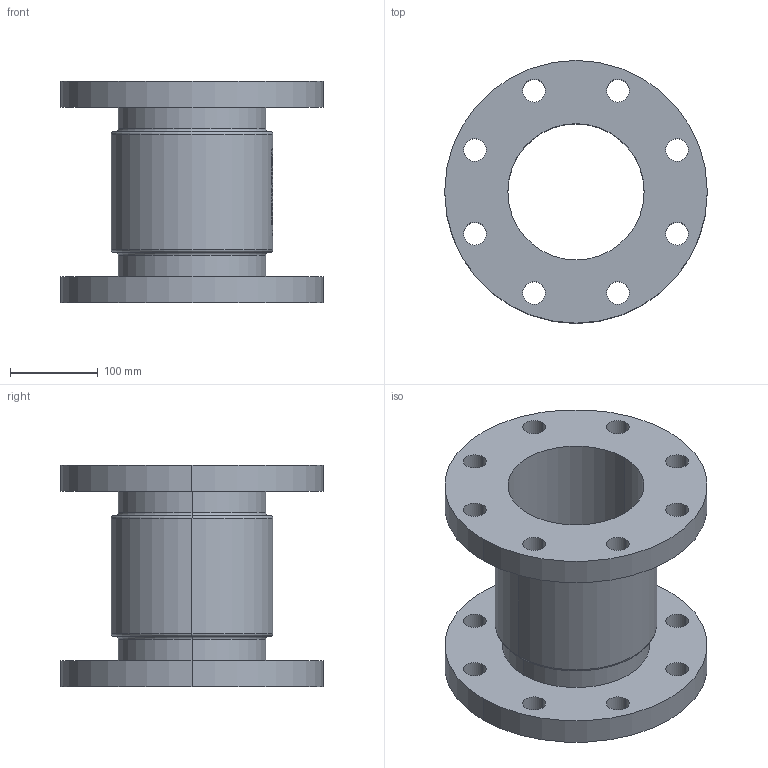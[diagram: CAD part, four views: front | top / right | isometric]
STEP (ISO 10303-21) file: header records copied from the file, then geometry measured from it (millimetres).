
FILE_DESCRIPTION (( 'STEP AP214' ), '1' );
FILE_NAME ('7120000_DN150_PN40_51420310.STEP', '2022-02-18T11:22:03', ( 'axxx' ), ( 'Hewlett-Packard Company' ), 'SwSTEP 2.0', 'SolidWorks 2019', '' );
FILE_SCHEMA (( 'AUTOMOTIVE_DESIGN' ));
Length unit declared in the file: millimetre
Products named in the file (1): 7120000_DN150_PN40_51420310
Bounding box: 300 x 300 x 253 mm (x, y, z)
Volume: 4092232.2 mm3; surface area: 522411 mm2
Topology: 1 solids, 1 shells, 538 faces, 1402 edges, 932 vertices
Faces by surface type: plane 250, bspline 216, cylinder 64, torus 8
Entity records: 29878 total; most frequent: CARTESIAN_POINT 17995, ORIENTED_EDGE 2804, DIRECTION 1744, EDGE_CURVE 1402, VERTEX_POINT 932, LINE 758, VECTOR 758, EDGE_LOOP 638
